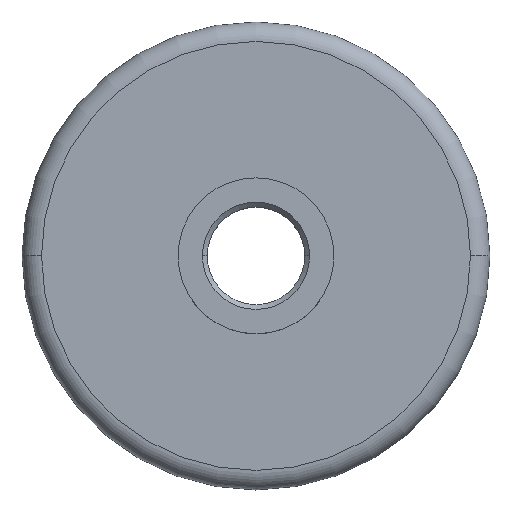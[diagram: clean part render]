
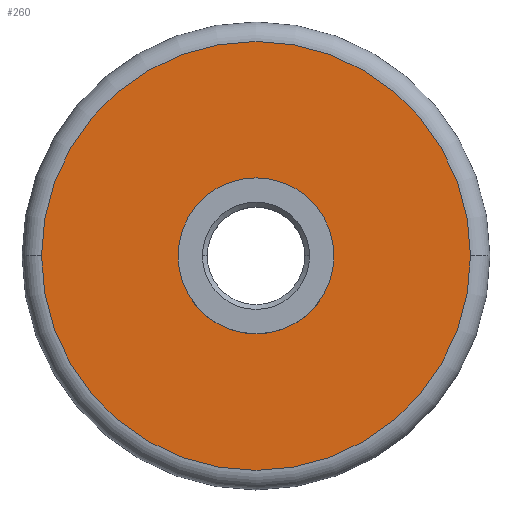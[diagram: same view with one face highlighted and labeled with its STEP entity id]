
A CAD part, top view. The second image highlights one B-rep face of the part: STEP entity #260.
In plain terms, the highlighted planar face has unit normal (0, 0, 1).
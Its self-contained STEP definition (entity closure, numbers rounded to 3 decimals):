
#7 = CARTESIAN_POINT ( 'NONE',  ( 0., 0., 3. ) ) ;
#23 = CIRCLE ( 'NONE', #414, 11. ) ;
#49 = DIRECTION ( 'NONE',  ( 0., 0., 1. ) ) ;
#51 = EDGE_CURVE ( 'NONE', #374, #117, #23, .T. ) ;
#74 = CIRCLE ( 'NONE', #88, 4. ) ;
#88 = AXIS2_PLACEMENT_3D ( 'NONE', #215, #305, #93 ) ;
#91 = AXIS2_PLACEMENT_3D ( 'NONE', #7, #279, #282 ) ;
#93 = DIRECTION ( 'NONE',  ( 1., 0., 0. ) ) ;
#95 = CARTESIAN_POINT ( 'NONE',  ( 0., 0., 3. ) ) ;
#109 = DIRECTION ( 'NONE',  ( 0., 0., 1. ) ) ;
#110 = DIRECTION ( 'NONE',  ( 1., 0., 0. ) ) ;
#117 = VERTEX_POINT ( 'NONE', #175 ) ;
#121 = AXIS2_PLACEMENT_3D ( 'NONE', #200, #225, #232 ) ;
#132 = CARTESIAN_POINT ( 'NONE',  ( 4., 0., 3. ) ) ;
#136 = EDGE_LOOP ( 'NONE', ( #396, #287 ) ) ;
#137 = EDGE_CURVE ( 'NONE', #117, #374, #405, .T. ) ;
#146 = EDGE_CURVE ( 'NONE', #386, #401, #362, .T. ) ;
#160 = CARTESIAN_POINT ( 'NONE',  ( 11., 0., 3. ) ) ;
#167 = ORIENTED_EDGE ( 'NONE', *, *, #137, .T. ) ;
#175 = CARTESIAN_POINT ( 'NONE',  ( -11., 0., 3. ) ) ;
#181 = CARTESIAN_POINT ( 'NONE',  ( -4., 0., 3. ) ) ;
#186 = ORIENTED_EDGE ( 'NONE', *, *, #51, .T. ) ;
#198 = FACE_OUTER_BOUND ( 'NONE', #263, .T. ) ;
#200 = CARTESIAN_POINT ( 'NONE',  ( 0., 0., 3. ) ) ;
#210 = PLANE ( 'NONE',  #404 ) ;
#215 = CARTESIAN_POINT ( 'NONE',  ( 0., 0., 3. ) ) ;
#225 = DIRECTION ( 'NONE',  ( 0., 0., 1. ) ) ;
#232 = DIRECTION ( 'NONE',  ( 1., 0., 0. ) ) ;
#260 = ADVANCED_FACE ( 'NONE', ( #198, #411 ), #210, .T. ) ;
#263 = EDGE_LOOP ( 'NONE', ( #186, #167 ) ) ;
#266 = DIRECTION ( 'NONE',  ( 1., 0., 0. ) ) ;
#279 = DIRECTION ( 'NONE',  ( 0., 0., 1. ) ) ;
#282 = DIRECTION ( 'NONE',  ( 1., 0., 0. ) ) ;
#287 = ORIENTED_EDGE ( 'NONE', *, *, #415, .F. ) ;
#305 = DIRECTION ( 'NONE',  ( 0., 0., 1. ) ) ;
#328 = CARTESIAN_POINT ( 'NONE',  ( 0., 0., 3. ) ) ;
#362 = CIRCLE ( 'NONE', #121, 4. ) ;
#374 = VERTEX_POINT ( 'NONE', #160 ) ;
#386 = VERTEX_POINT ( 'NONE', #132 ) ;
#396 = ORIENTED_EDGE ( 'NONE', *, *, #146, .F. ) ;
#401 = VERTEX_POINT ( 'NONE', #181 ) ;
#404 = AXIS2_PLACEMENT_3D ( 'NONE', #95, #109, #110 ) ;
#405 = CIRCLE ( 'NONE', #91, 11. ) ;
#411 = FACE_BOUND ( 'NONE', #136, .T. ) ;
#414 = AXIS2_PLACEMENT_3D ( 'NONE', #328, #49, #266 ) ;
#415 = EDGE_CURVE ( 'NONE', #401, #386, #74, .T. ) ;
